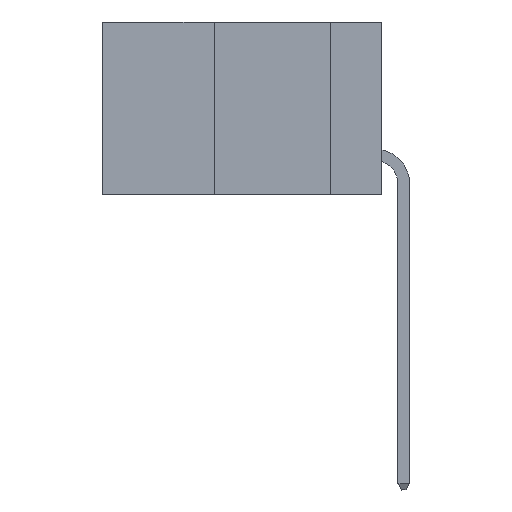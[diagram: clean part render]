
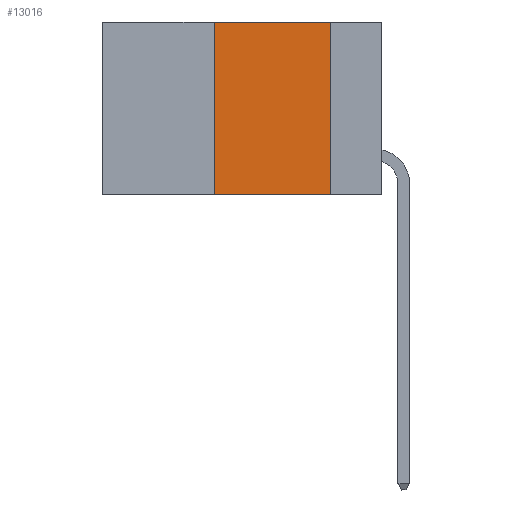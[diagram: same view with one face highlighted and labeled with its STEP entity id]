
A CAD part, left-side view. The second image highlights one B-rep face of the part: STEP entity #13016.
In plain terms, the highlighted planar face has unit normal (-1, 0, 0).
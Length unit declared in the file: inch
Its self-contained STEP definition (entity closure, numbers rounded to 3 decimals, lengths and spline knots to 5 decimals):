
#687 = LINE ( 'NONE', #26701, #13787 ) ;
#948 = EDGE_CURVE ( 'NONE', #22726, #25368, #687, .T. ) ;
#1314 = DIRECTION ( 'NONE',  ( 0., 0., -1. ) ) ;
#1982 = EDGE_LOOP ( 'NONE', ( #34272, #16817, #10658, #20317 ) ) ;
#2979 = VECTOR ( 'NONE', #10753, 39.37008 ) ;
#4352 = LINE ( 'NONE', #13512, #2979 ) ;
#5898 = FACE_OUTER_BOUND ( 'NONE', #1982, .T. ) ;
#6469 = EDGE_CURVE ( 'NONE', #33895, #25368, #18218, .T. ) ;
#8111 = AXIS2_PLACEMENT_3D ( 'NONE', #36976, #19212, #1314 ) ;
#9655 = VECTOR ( 'NONE', #27584, 39.37008 ) ;
#9874 = CARTESIAN_POINT ( 'NONE',  ( 0., 0.6, 0. ) ) ;
#10658 = ORIENTED_EDGE ( 'NONE', *, *, #31611, .F. ) ;
#10753 = DIRECTION ( 'NONE',  ( 0., 0., 1. ) ) ;
#12617 = VECTOR ( 'NONE', #28472, 39.37008 ) ;
#13016 = ADVANCED_FACE ( 'NONE', ( #5898 ), #19727, .F. ) ;
#13512 = CARTESIAN_POINT ( 'NONE',  ( 0., 0.36, 0. ) ) ;
#13787 = VECTOR ( 'NONE', #26323, 39.37008 ) ;
#16271 = CARTESIAN_POINT ( 'NONE',  ( 0., 0.11, 0. ) ) ;
#16817 = ORIENTED_EDGE ( 'NONE', *, *, #22546, .F. ) ;
#17633 = LINE ( 'NONE', #9874, #9655 ) ;
#18218 = LINE ( 'NONE', #16271, #12617 ) ;
#19212 = DIRECTION ( 'NONE',  ( 1., 0., 0. ) ) ;
#19727 = PLANE ( 'NONE',  #8111 ) ;
#20317 = ORIENTED_EDGE ( 'NONE', *, *, #948, .T. ) ;
#21347 = CARTESIAN_POINT ( 'NONE',  ( 0., 0.11, -0.37 ) ) ;
#22546 = EDGE_CURVE ( 'NONE', #27238, #33895, #17633, .T. ) ;
#22726 = VERTEX_POINT ( 'NONE', #24964 ) ;
#24964 = CARTESIAN_POINT ( 'NONE',  ( 0., 0.36, -0.37 ) ) ;
#25368 = VERTEX_POINT ( 'NONE', #21347 ) ;
#26323 = DIRECTION ( 'NONE',  ( 0., -1., 0. ) ) ;
#26701 = CARTESIAN_POINT ( 'NONE',  ( 0., 0.6, -0.37 ) ) ;
#27238 = VERTEX_POINT ( 'NONE', #30319 ) ;
#27584 = DIRECTION ( 'NONE',  ( 0., -1., 0. ) ) ;
#28472 = DIRECTION ( 'NONE',  ( 0., 0., -1. ) ) ;
#30319 = CARTESIAN_POINT ( 'NONE',  ( 0., 0.36, 0. ) ) ;
#31611 = EDGE_CURVE ( 'NONE', #22726, #27238, #4352, .T. ) ;
#32259 = CARTESIAN_POINT ( 'NONE',  ( 0., 0.11, 0. ) ) ;
#33895 = VERTEX_POINT ( 'NONE', #32259 ) ;
#34272 = ORIENTED_EDGE ( 'NONE', *, *, #6469, .F. ) ;
#36976 = CARTESIAN_POINT ( 'NONE',  ( 0., 0.6, 0. ) ) ;
